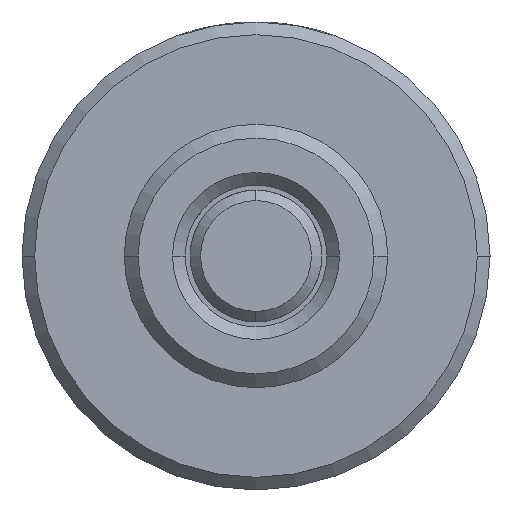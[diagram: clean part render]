
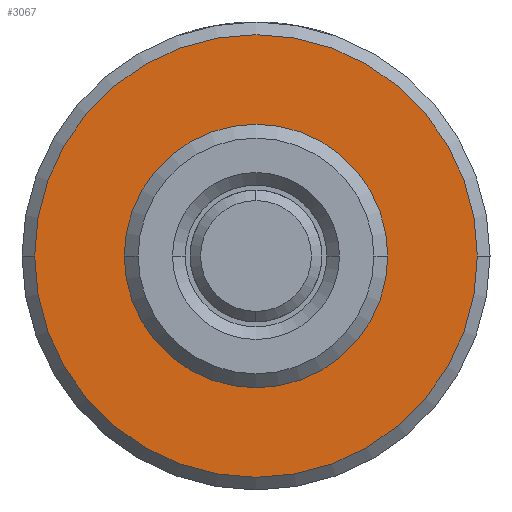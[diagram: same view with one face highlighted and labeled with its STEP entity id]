
A CAD part, left-side view. The second image highlights one B-rep face of the part: STEP entity #3067.
In plain terms, the highlighted planar face has unit normal (-1, 0, 0).
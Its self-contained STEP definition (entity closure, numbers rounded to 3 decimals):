
#129 = EDGE_LOOP ( 'NONE', ( #772, #1467 ) ) ;
#183 = AXIS2_PLACEMENT_3D ( 'NONE', #3727, #3287, #4966 ) ;
#270 = ORIENTED_EDGE ( 'NONE', *, *, #2122, .T. ) ;
#343 = DIRECTION ( 'NONE',  ( 0., 0., -1. ) ) ;
#391 = CARTESIAN_POINT ( 'NONE',  ( 12.7, 0., 13.335 ) ) ;
#551 = VERTEX_POINT ( 'NONE', #2489 ) ;
#570 = CARTESIAN_POINT ( 'NONE',  ( 12.7, 0., -13.335 ) ) ;
#699 = EDGE_LOOP ( 'NONE', ( #1199, #270 ) ) ;
#772 = ORIENTED_EDGE ( 'NONE', *, *, #5171, .F. ) ;
#896 = DIRECTION ( 'NONE',  ( 0., 0., -1. ) ) ;
#1199 = ORIENTED_EDGE ( 'NONE', *, *, #4418, .T. ) ;
#1467 = ORIENTED_EDGE ( 'NONE', *, *, #4560, .F. ) ;
#1946 = DIRECTION ( 'NONE',  ( 1., 0., 0. ) ) ;
#1969 = CARTESIAN_POINT ( 'NONE',  ( 12.7, 0., 0. ) ) ;
#1979 = AXIS2_PLACEMENT_3D ( 'NONE', #2904, #3758, #2493 ) ;
#2030 = PLANE ( 'NONE',  #183 ) ;
#2043 = VERTEX_POINT ( 'NONE', #391 ) ;
#2121 = CIRCLE ( 'NONE', #4447, 13.335 ) ;
#2122 = EDGE_CURVE ( 'NONE', #551, #2668, #4499, .T. ) ;
#2433 = FACE_OUTER_BOUND ( 'NONE', #129, .T. ) ;
#2489 = CARTESIAN_POINT ( 'NONE',  ( 12.7, 0., 7.906 ) ) ;
#2493 = DIRECTION ( 'NONE',  ( 0., 0., -1. ) ) ;
#2647 = CIRCLE ( 'NONE', #4227, 13.335 ) ;
#2668 = VERTEX_POINT ( 'NONE', #2899 ) ;
#2899 = CARTESIAN_POINT ( 'NONE',  ( 12.7, 0., -7.906 ) ) ;
#2904 = CARTESIAN_POINT ( 'NONE',  ( 12.7, 0., 0. ) ) ;
#2937 = CARTESIAN_POINT ( 'NONE',  ( 12.7, 0., 0. ) ) ;
#3067 = ADVANCED_FACE ( 'NONE', ( #2433, #3313 ), #2030, .F. ) ;
#3287 = DIRECTION ( 'NONE',  ( 1., 0., 0. ) ) ;
#3313 = FACE_BOUND ( 'NONE', #699, .T. ) ;
#3332 = DIRECTION ( 'NONE',  ( 1., 0., 0. ) ) ;
#3727 = CARTESIAN_POINT ( 'NONE',  ( 12.7, 0., 0. ) ) ;
#3729 = DIRECTION ( 'NONE',  ( 1., 0., 0. ) ) ;
#3758 = DIRECTION ( 'NONE',  ( 1., 0., 0. ) ) ;
#4045 = VERTEX_POINT ( 'NONE', #570 ) ;
#4167 = CARTESIAN_POINT ( 'NONE',  ( 12.7, 0., 0. ) ) ;
#4227 = AXIS2_PLACEMENT_3D ( 'NONE', #1969, #1946, #343 ) ;
#4418 = EDGE_CURVE ( 'NONE', #2668, #551, #4653, .T. ) ;
#4447 = AXIS2_PLACEMENT_3D ( 'NONE', #4167, #3729, #896 ) ;
#4499 = CIRCLE ( 'NONE', #1979, 7.906 ) ;
#4560 = EDGE_CURVE ( 'NONE', #4045, #2043, #2647, .T. ) ;
#4608 = DIRECTION ( 'NONE',  ( 0., 0., -1. ) ) ;
#4653 = CIRCLE ( 'NONE', #4992, 7.906 ) ;
#4966 = DIRECTION ( 'NONE',  ( 0., 0., -1. ) ) ;
#4992 = AXIS2_PLACEMENT_3D ( 'NONE', #2937, #3332, #4608 ) ;
#5171 = EDGE_CURVE ( 'NONE', #2043, #4045, #2121, .T. ) ;
